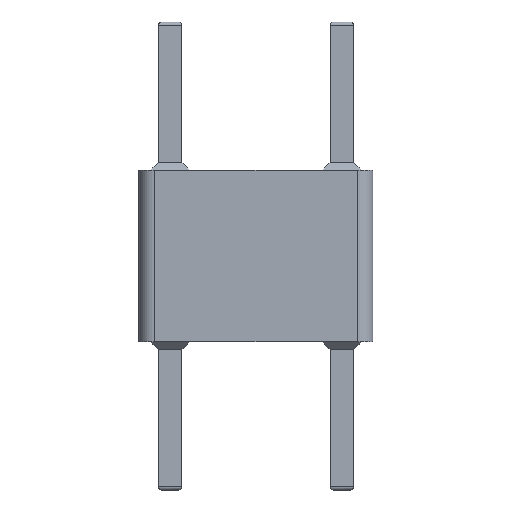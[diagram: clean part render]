
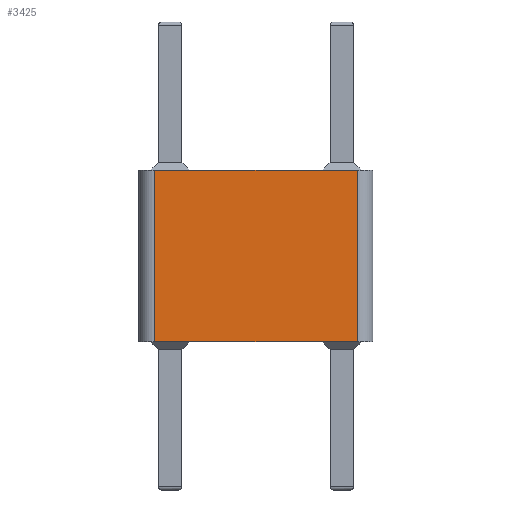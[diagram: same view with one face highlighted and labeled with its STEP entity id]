
A CAD part, left-side view. The second image highlights one B-rep face of the part: STEP entity #3425.
In plain terms, the highlighted planar face has unit normal (-1, 0, 0).
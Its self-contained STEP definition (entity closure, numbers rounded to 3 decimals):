
#365=CARTESIAN_POINT('',(-15.,13.,37.));
#366=VERTEX_POINT('',#365);
#374=CARTESIAN_POINT('',(-15.,-13.,37.));
#375=VERTEX_POINT('',#374);
#376=CARTESIAN_POINT('',(-15.,-13.,37.));
#377=DIRECTION('',(-0.,1.,-0.));
#378=VECTOR('',#377,26.);
#379=LINE('',#376,#378);
#380=EDGE_CURVE('',#375,#366,#379,.T.);
#3395=CARTESIAN_POINT('',(-15.,0.,16.));
#3396=DIRECTION('',(1.,0.,0.));
#3397=DIRECTION('',(0.,0.,-1.));
#3398=AXIS2_PLACEMENT_3D('',#3395,#3396,#3397);
#3399=PLANE('',#3398);
#3400=CARTESIAN_POINT('',(-15.,13.,15.));
#3401=VERTEX_POINT('',#3400);
#3402=CARTESIAN_POINT('',(-15.,13.,37.));
#3403=DIRECTION('',(0.,0.,-1.));
#3404=VECTOR('',#3403,22.);
#3405=LINE('',#3402,#3404);
#3406=EDGE_CURVE('',#366,#3401,#3405,.T.);
#3407=ORIENTED_EDGE('',*,*,#3406,.T.);
#3408=CARTESIAN_POINT('',(-15.,-13.,15.));
#3409=VERTEX_POINT('',#3408);
#3410=CARTESIAN_POINT('',(-15.,13.,15.));
#3411=DIRECTION('',(-0.,-1.,-0.));
#3412=VECTOR('',#3411,26.);
#3413=LINE('',#3410,#3412);
#3414=EDGE_CURVE('',#3401,#3409,#3413,.T.);
#3415=ORIENTED_EDGE('',*,*,#3414,.T.);
#3416=CARTESIAN_POINT('',(-15.,-13.,15.));
#3417=DIRECTION('',(-0.,-0.,1.));
#3418=VECTOR('',#3417,22.);
#3419=LINE('',#3416,#3418);
#3420=EDGE_CURVE('',#3409,#375,#3419,.T.);
#3421=ORIENTED_EDGE('',*,*,#3420,.T.);
#3422=ORIENTED_EDGE('',*,*,#380,.T.);
#3423=EDGE_LOOP('',(#3407,#3415,#3421,#3422));
#3424=FACE_BOUND('',#3423,.T.);
#3425=ADVANCED_FACE('',(#3424),#3399,.F.);
